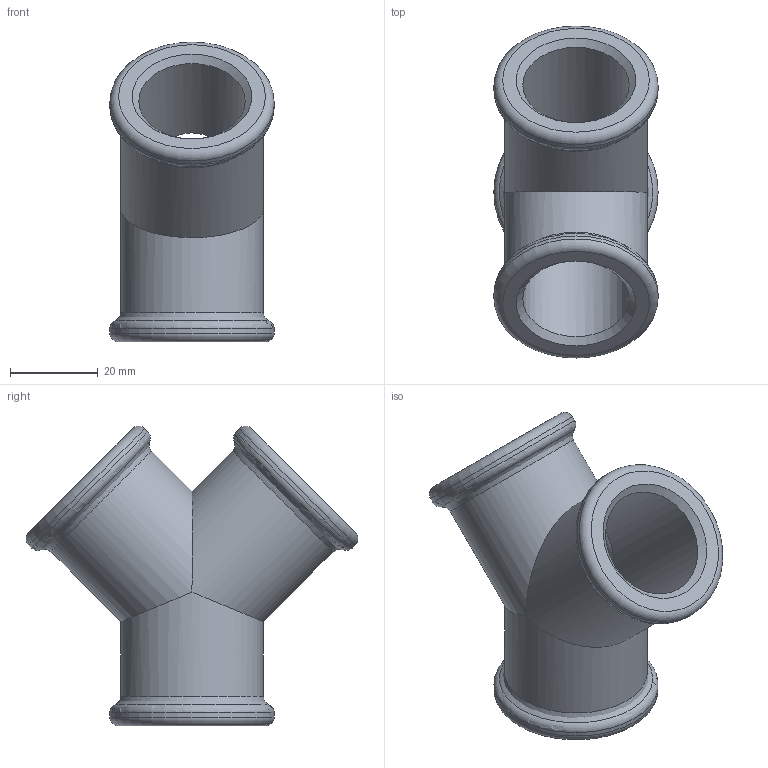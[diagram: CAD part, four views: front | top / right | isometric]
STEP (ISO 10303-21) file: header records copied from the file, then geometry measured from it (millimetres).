
FILE_DESCRIPTION(/* description */ ('3-Wegestück DWS 34'),/* implementation_level */ '2;1');
FILE_NAME(/* name */ 'dws_34.stp',/* time_stamp */ '2020-03-31T12:48:09+02:00',/* author */ ('schnellinger'),/* organization */ (''),/* preprocessor_version */ 'ST-DEVELOPER v17',/* originating_system */ 'Autodesk Inventor 2018',/* authorisation */ '9762,28 mm^3');
FILE_SCHEMA (('AUTOMOTIVE_DESIGN { 1 0 10303 214 3 1 1 }'));
Length unit declared in the file: millimetre
Products named in the file (1): ENG-000617
Bounding box: 37.5 x 75.76 x 68.38 mm (x, y, z)
Volume: 35209.8 mm3; surface area: 17437 mm2
Topology: 1 solids, 1 shells, 29 faces, 84 edges, 56 vertices
Faces by surface type: cylinder 9, cone 8, torus 6, bspline 3, plane 3
Full cylindrical faces by diameter (mm): 24.3 x3, 32.5 x3, 37.5 x3
Entity records: 1497 total; most frequent: CARTESIAN_POINT 638, DIRECTION 173, ORIENTED_EDGE 168, EDGE_CURVE 84, AXIS2_PLACEMENT_3D 80, VERTEX_POINT 56, CIRCLE 48, EDGE_LOOP 32
